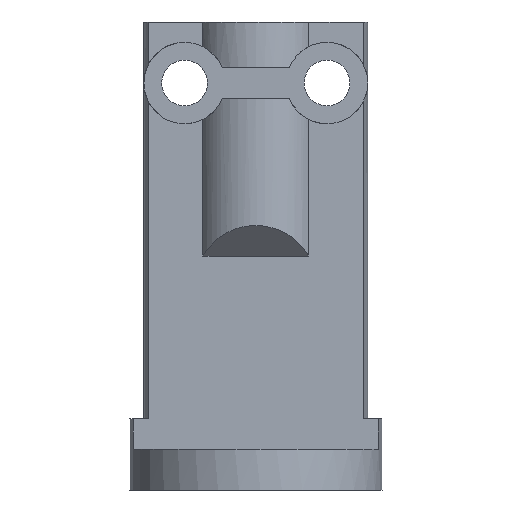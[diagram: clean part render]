
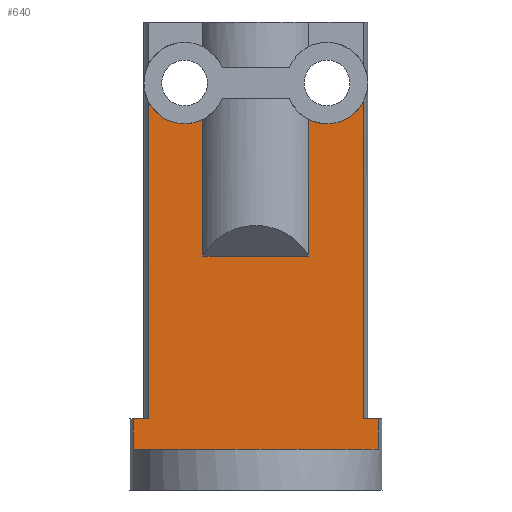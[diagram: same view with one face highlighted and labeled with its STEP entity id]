
A CAD part, front view. The second image highlights one B-rep face of the part: STEP entity #640.
In plain terms, the highlighted planar face has unit normal (0, -1, 0).
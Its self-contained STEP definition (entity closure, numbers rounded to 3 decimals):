
#45=LINE('',#924,#91);
#47=LINE('',#934,#93);
#50=LINE('',#961,#96);
#51=LINE('',#965,#97);
#77=LINE('',#1084,#123);
#85=LINE('',#1112,#131);
#87=LINE('',#1118,#133);
#88=LINE('',#1120,#134);
#89=LINE('',#1121,#135);
#90=LINE('',#1123,#136);
#91=VECTOR('',#738,1000.);
#93=VECTOR('',#746,1000.);
#96=VECTOR('',#761,1000.);
#97=VECTOR('',#764,1000.);
#123=VECTOR('',#858,1000.);
#131=VECTOR('',#886,1000.);
#133=VECTOR('',#896,1000.);
#134=VECTOR('',#897,1000.);
#135=VECTOR('',#898,1000.);
#136=VECTOR('',#899,1000.);
#270=ORIENTED_EDGE('',*,*,#335,.F.);
#271=ORIENTED_EDGE('',*,*,#331,.T.);
#272=ORIENTED_EDGE('',*,*,#394,.T.);
#273=ORIENTED_EDGE('',*,*,#329,.T.);
#274=ORIENTED_EDGE('',*,*,#392,.F.);
#275=ORIENTED_EDGE('',*,*,#320,.T.);
#276=ORIENTED_EDGE('',*,*,#398,.T.);
#277=ORIENTED_EDGE('',*,*,#399,.T.);
#278=ORIENTED_EDGE('',*,*,#316,.F.);
#279=ORIENTED_EDGE('',*,*,#400,.F.);
#280=ORIENTED_EDGE('',*,*,#401,.F.);
#281=ORIENTED_EDGE('',*,*,#381,.F.);
#316=EDGE_CURVE('',#405,#406,#45,.T.);
#320=EDGE_CURVE('',#410,#409,#47,.T.);
#329=EDGE_CURVE('',#419,#418,#50,.F.);
#331=EDGE_CURVE('',#421,#420,#51,.T.);
#335=EDGE_CURVE('',#421,#424,#473,.T.);
#381=EDGE_CURVE('',#424,#457,#77,.T.);
#392=EDGE_CURVE('',#410,#418,#493,.T.);
#394=EDGE_CURVE('',#420,#419,#85,.T.);
#398=EDGE_CURVE('',#409,#463,#87,.T.);
#399=EDGE_CURVE('',#463,#406,#88,.T.);
#400=EDGE_CURVE('',#464,#405,#89,.T.);
#401=EDGE_CURVE('',#457,#464,#90,.T.);
#405=VERTEX_POINT('',#925);
#406=VERTEX_POINT('',#926);
#409=VERTEX_POINT('',#933);
#410=VERTEX_POINT('',#935);
#418=VERTEX_POINT('',#960);
#419=VERTEX_POINT('',#962);
#420=VERTEX_POINT('',#964);
#421=VERTEX_POINT('',#966);
#424=VERTEX_POINT('',#978);
#457=VERTEX_POINT('',#1082);
#463=VERTEX_POINT('',#1119);
#464=VERTEX_POINT('',#1122);
#473=CIRCLE('',#676,4.);
#493=CIRCLE('',#716,4.);
#536=EDGE_LOOP('',(#270,#271,#272,#273,#274,#275,#276,#277,#278,#279,#280,
#281));
#584=FACE_BOUND('',#536,.T.);
#606=PLANE('',#721);
#640=ADVANCED_FACE('',(#584),#606,.T.);
#676=AXIS2_PLACEMENT_3D('',#977,#770,#771);
#716=AXIS2_PLACEMENT_3D('',#1109,#881,#882);
#721=AXIS2_PLACEMENT_3D('',#1117,#894,#895);
#738=DIRECTION('',(-1.,0.,0.));
#746=DIRECTION('',(0.,0.,-1.));
#761=DIRECTION('',(0.,0.,-1.));
#764=DIRECTION('',(0.,0.,-1.));
#770=DIRECTION('',(0.,-1.,0.));
#771=DIRECTION('',(1.,0.,0.));
#858=DIRECTION('',(0.,0.,-1.));
#881=DIRECTION('',(0.,-1.,0.));
#882=DIRECTION('',(1.,0.,0.));
#886=DIRECTION('',(-1.,0.,0.));
#894=DIRECTION('',(0.,-1.,0.));
#895=DIRECTION('',(1.,0.,0.));
#896=DIRECTION('',(-1.,0.,0.));
#897=DIRECTION('',(0.,0.,-1.));
#898=DIRECTION('',(0.,0.,-1.));
#899=DIRECTION('',(1.,0.,0.));
#924=CARTESIAN_POINT('',(-10.583,-3.,4.));
#925=CARTESIAN_POINT('',(12.057,-3.,4.));
#926=CARTESIAN_POINT('',(-12.057,-3.,4.));
#933=CARTESIAN_POINT('',(-10.583,-3.,7.));
#934=CARTESIAN_POINT('',(-10.583,-3.,34.));
#935=CARTESIAN_POINT('',(-10.583,-3.,38.222));
#960=CARTESIAN_POINT('',(-5.196,-3.,36.43));
#961=CARTESIAN_POINT('',(-5.196,-3.,25.34));
#962=CARTESIAN_POINT('',(-5.196,-3.,23.));
#964=CARTESIAN_POINT('',(5.196,-3.,23.));
#965=CARTESIAN_POINT('',(5.196,-3.,34.));
#966=CARTESIAN_POINT('',(5.196,-3.,36.43));
#977=CARTESIAN_POINT('',(7.,-3.,40.));
#978=CARTESIAN_POINT('',(10.583,-3.,38.222));
#1082=CARTESIAN_POINT('',(10.583,-3.,7.));
#1084=CARTESIAN_POINT('',(10.583,-3.,34.));
#1109=CARTESIAN_POINT('',(-7.,-3.,40.));
#1112=CARTESIAN_POINT('',(-5.196,-3.,23.));
#1117=CARTESIAN_POINT('',(-10.583,-3.,34.));
#1118=CARTESIAN_POINT('',(-10.583,-3.,7.));
#1119=CARTESIAN_POINT('',(-12.057,-3.,7.));
#1120=CARTESIAN_POINT('',(-12.057,-3.,7.));
#1121=CARTESIAN_POINT('',(12.057,-3.,7.));
#1122=CARTESIAN_POINT('',(12.057,-3.,7.));
#1123=CARTESIAN_POINT('',(10.583,-3.,7.));
